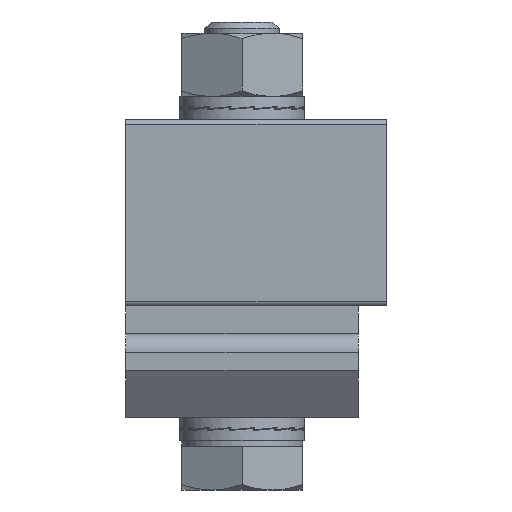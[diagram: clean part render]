
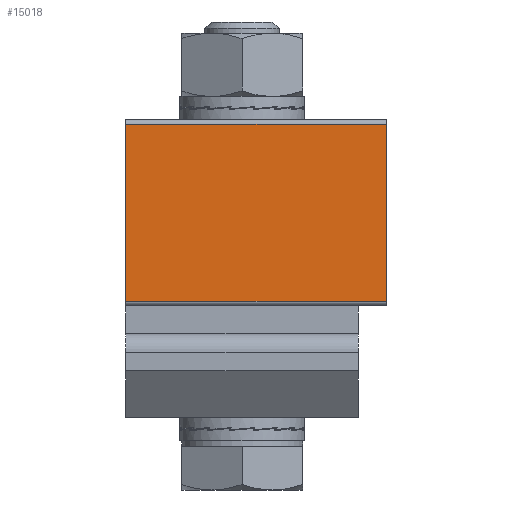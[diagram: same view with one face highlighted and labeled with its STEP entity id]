
A CAD part, left-side view. The second image highlights one B-rep face of the part: STEP entity #15018.
In plain terms, the highlighted planar face has unit normal (-1, 0, 0).
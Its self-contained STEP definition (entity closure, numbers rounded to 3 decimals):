
#558 = LINE ( 'NONE', #6505, #16621 ) ;
#595 = CARTESIAN_POINT ( 'NONE',  ( -110., -15.5, 3.5 ) ) ;
#1038 = LINE ( 'NONE', #595, #10326 ) ;
#1943 = DIRECTION ( 'NONE',  ( 1., 0., 0. ) ) ;
#2092 = ORIENTED_EDGE ( 'NONE', *, *, #6452, .F. ) ;
#2256 = DIRECTION ( 'NONE',  ( 0., -1., 0. ) ) ;
#2424 = ORIENTED_EDGE ( 'NONE', *, *, #6993, .T. ) ;
#2809 = VERTEX_POINT ( 'NONE', #9462 ) ;
#3164 = FACE_OUTER_BOUND ( 'NONE', #7516, .T. ) ;
#3490 = PLANE ( 'NONE',  #10942 ) ;
#3537 = ORIENTED_EDGE ( 'NONE', *, *, #14019, .T. ) ;
#4843 = EDGE_CURVE ( 'NONE', #16683, #5418, #1038, .T. ) ;
#5418 = VERTEX_POINT ( 'NONE', #18007 ) ;
#5785 = CARTESIAN_POINT ( 'NONE',  ( -110., -15.5, 22.5 ) ) ;
#6312 = ORIENTED_EDGE ( 'NONE', *, *, #4843, .T. ) ;
#6452 = EDGE_CURVE ( 'NONE', #16683, #2809, #558, .T. ) ;
#6505 = CARTESIAN_POINT ( 'NONE',  ( -110., 12.5, 3. ) ) ;
#6898 = CARTESIAN_POINT ( 'NONE',  ( -110., 12.5, 22.5 ) ) ;
#6993 = EDGE_CURVE ( 'NONE', #5418, #18999, #7110, .T. ) ;
#7110 = LINE ( 'NONE', #17252, #13435 ) ;
#7516 = EDGE_LOOP ( 'NONE', ( #2424, #3537, #2092, #6312 ) ) ;
#9101 = LINE ( 'NONE', #6898, #14659 ) ;
#9462 = CARTESIAN_POINT ( 'NONE',  ( -110., 12.5, 22.5 ) ) ;
#10326 = VECTOR ( 'NONE', #2256, 1000. ) ;
#10942 = AXIS2_PLACEMENT_3D ( 'NONE', #11341, #1943, #12836 ) ;
#11341 = CARTESIAN_POINT ( 'NONE',  ( -110., 12.5, 3. ) ) ;
#11998 = CARTESIAN_POINT ( 'NONE',  ( -110., 12.5, 3.5 ) ) ;
#12836 = DIRECTION ( 'NONE',  ( 0., 0., -1. ) ) ;
#13435 = VECTOR ( 'NONE', #17318, 1000. ) ;
#14019 = EDGE_CURVE ( 'NONE', #18999, #2809, #9101, .T. ) ;
#14659 = VECTOR ( 'NONE', #19401, 1000. ) ;
#15018 = ADVANCED_FACE ( 'NONE', ( #3164 ), #3490, .F. ) ;
#15598 = DIRECTION ( 'NONE',  ( 0., 0., 1. ) ) ;
#16621 = VECTOR ( 'NONE', #15598, 1000. ) ;
#16683 = VERTEX_POINT ( 'NONE', #11998 ) ;
#17252 = CARTESIAN_POINT ( 'NONE',  ( -110., -15.5, 3. ) ) ;
#17318 = DIRECTION ( 'NONE',  ( 0., 0., 1. ) ) ;
#18007 = CARTESIAN_POINT ( 'NONE',  ( -110., -15.5, 3.5 ) ) ;
#18999 = VERTEX_POINT ( 'NONE', #5785 ) ;
#19401 = DIRECTION ( 'NONE',  ( 0., 1., 0. ) ) ;
